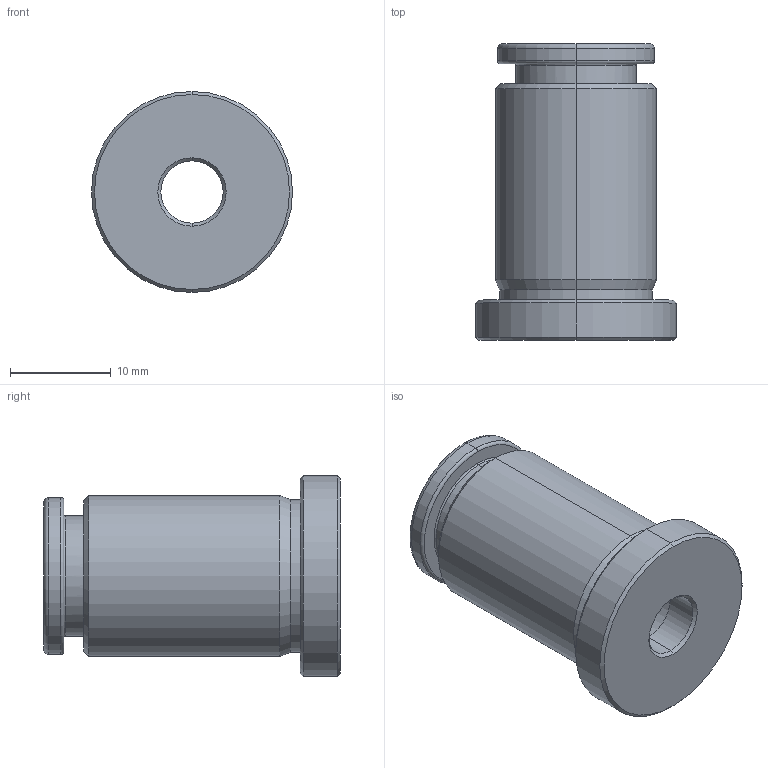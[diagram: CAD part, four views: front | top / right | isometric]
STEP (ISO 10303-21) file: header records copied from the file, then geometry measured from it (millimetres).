
FILE_DESCRIPTION (( 'STEP AP214' ), '1' );
FILE_NAME ('BT081620.STEP', '2014-12-15T09:24:48', ( '' ), ( '' ), 'SwSTEP 2.0', 'SolidWorks 2014', '' );
FILE_SCHEMA (( 'AUTOMOTIVE_DESIGN' ));
Length unit declared in the file: millimetre
Products named in the file (5): 1MUELLE 8; 1BOLA2.38; 9BT081620_9BA.081620; 1CASQPULS 8L_Pulsador_08; BT081620
Assembly tree (11 placements, depth 2):
  BT081620
    9BT081620_9BA.081620
    1CASQPULS 8L_Pulsador_08
    1MUELLE 8
    1BOLA2.38  x8
Bounding box: 20 x 29.5 x 20 mm (x, y, z)
Volume: 4297.8 mm3; surface area: 4769.9 mm2
Topology: 11 solids, 11 shells, 168 faces, 448 edges, 278 vertices
Faces by surface type: cylinder 64, cone 52, torus 20, sphere 16, plane 14, bspline 2
Entity records: 6418 total; most frequent: CARTESIAN_POINT 2530, ORIENTED_EDGE 788, DIRECTION 774, EDGE_CURVE 394, AXIS2_PLACEMENT_3D 338, VERTEX_POINT 240, CIRCLE 172, EDGE_LOOP 170
